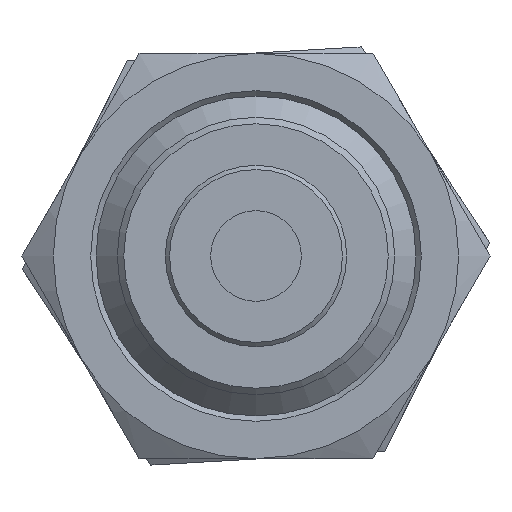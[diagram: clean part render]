
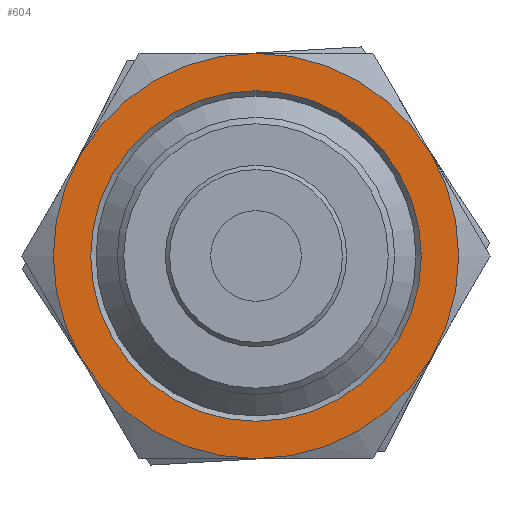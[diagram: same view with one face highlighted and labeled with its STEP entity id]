
A CAD part, front view. The second image highlights one B-rep face of the part: STEP entity #604.
In plain terms, the highlighted face is planar.
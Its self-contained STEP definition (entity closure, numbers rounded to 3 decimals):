
#85=PLANE('',#693);
#126=FACE_BOUND('',#236,.T.);
#167=FACE_OUTER_BOUND('',#235,.T.);
#235=EDGE_LOOP('',(#527,#528,#529,#530,#531,#532));
#236=EDGE_LOOP('',(#533));
#265=CIRCLE('',#656,9.5);
#266=CIRCLE('',#658,9.5);
#267=CIRCLE('',#660,9.5);
#268=CIRCLE('',#662,9.5);
#269=CIRCLE('',#664,9.5);
#270=CIRCLE('',#666,9.5);
#280=CIRCLE('',#684,7.75);
#305=VERTEX_POINT('',#963);
#306=VERTEX_POINT('',#967);
#308=VERTEX_POINT('',#974);
#310=VERTEX_POINT('',#984);
#312=VERTEX_POINT('',#997);
#314=VERTEX_POINT('',#1007);
#331=VERTEX_POINT('',#1089);
#357=EDGE_CURVE('',#305,#306,#265,.T.);
#360=EDGE_CURVE('',#308,#305,#266,.T.);
#363=EDGE_CURVE('',#310,#308,#267,.T.);
#365=EDGE_CURVE('',#312,#310,#268,.T.);
#368=EDGE_CURVE('',#314,#312,#269,.T.);
#371=EDGE_CURVE('',#306,#314,#270,.T.);
#394=EDGE_CURVE('',#331,#331,#280,.T.);
#527=ORIENTED_EDGE('',*,*,#371,.T.);
#528=ORIENTED_EDGE('',*,*,#368,.T.);
#529=ORIENTED_EDGE('',*,*,#365,.T.);
#530=ORIENTED_EDGE('',*,*,#363,.T.);
#531=ORIENTED_EDGE('',*,*,#360,.T.);
#532=ORIENTED_EDGE('',*,*,#357,.T.);
#533=ORIENTED_EDGE('',*,*,#394,.T.);
#604=ADVANCED_FACE('',(#167,#126),#85,.F.);
#656=AXIS2_PLACEMENT_3D('',#971,#789,#790);
#658=AXIS2_PLACEMENT_3D('',#981,#793,#794);
#660=AXIS2_PLACEMENT_3D('',#991,#797,#798);
#662=AXIS2_PLACEMENT_3D('',#998,#801,#802);
#664=AXIS2_PLACEMENT_3D('',#1008,#805,#806);
#666=AXIS2_PLACEMENT_3D('',#1017,#809,#810);
#684=AXIS2_PLACEMENT_3D('',#1090,#845,#846);
#693=AXIS2_PLACEMENT_3D('',#1105,#869,#870);
#789=DIRECTION('center_axis',(0.,0.,-1.));
#790=DIRECTION('ref_axis',(0.,-1.,0.));
#793=DIRECTION('center_axis',(0.,0.,-1.));
#794=DIRECTION('ref_axis',(0.,-1.,0.));
#797=DIRECTION('center_axis',(0.,0.,-1.));
#798=DIRECTION('ref_axis',(0.,-1.,0.));
#801=DIRECTION('center_axis',(0.,0.,-1.));
#802=DIRECTION('ref_axis',(0.,-1.,0.));
#805=DIRECTION('center_axis',(0.,0.,-1.));
#806=DIRECTION('ref_axis',(0.,-1.,0.));
#809=DIRECTION('center_axis',(0.,0.,-1.));
#810=DIRECTION('ref_axis',(0.,-1.,0.));
#845=DIRECTION('center_axis',(0.,0.,1.));
#846=DIRECTION('ref_axis',(0.,-1.,0.));
#869=DIRECTION('center_axis',(0.,0.,1.));
#870=DIRECTION('ref_axis',(1.,0.,0.));
#963=CARTESIAN_POINT('',(-8.227,4.75,0.));
#967=CARTESIAN_POINT('',(0.,9.5,0.));
#971=CARTESIAN_POINT('Origin',(0.,0.,0.));
#974=CARTESIAN_POINT('',(-8.227,-4.75,0.));
#981=CARTESIAN_POINT('Origin',(0.,0.,0.));
#984=CARTESIAN_POINT('',(0.,-9.5,0.));
#991=CARTESIAN_POINT('Origin',(0.,0.,0.));
#997=CARTESIAN_POINT('',(8.227,-4.75,0.));
#998=CARTESIAN_POINT('Origin',(0.,0.,0.));
#1007=CARTESIAN_POINT('',(8.227,4.75,0.));
#1008=CARTESIAN_POINT('Origin',(0.,0.,0.));
#1017=CARTESIAN_POINT('Origin',(0.,0.,0.));
#1089=CARTESIAN_POINT('',(0.,-7.75,0.));
#1090=CARTESIAN_POINT('Origin',(0.,0.,0.));
#1105=CARTESIAN_POINT('Origin',(0.,0.,
0.));
